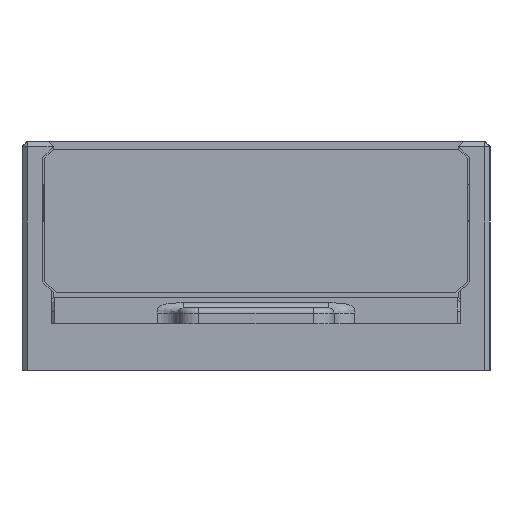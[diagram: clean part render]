
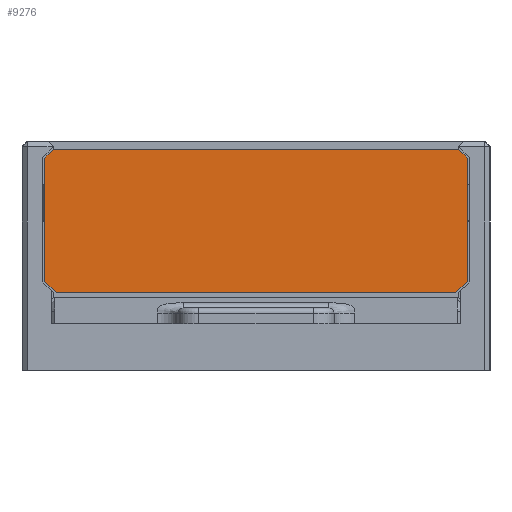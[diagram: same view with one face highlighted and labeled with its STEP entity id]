
A CAD part, left-side view. The second image highlights one B-rep face of the part: STEP entity #9276.
In plain terms, the highlighted planar face has unit normal (-1, 0, 0).
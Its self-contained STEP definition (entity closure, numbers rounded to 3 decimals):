
#709=PLANE('',#10224);
#1145=FACE_OUTER_BOUND('',#2000,.T.);
#2000=EDGE_LOOP('',(#8383,#8384,#8385,#8386,#8387,#8388,#8389,#8390));
#2685=LINE('',#16002,#3420);
#2697=LINE('',#16025,#3432);
#2700=LINE('',#16031,#3435);
#2703=LINE('',#16037,#3438);
#2706=LINE('',#16043,#3441);
#2709=LINE('',#16049,#3444);
#2712=LINE('',#16055,#3447);
#2715=LINE('',#16060,#3450);
#3420=VECTOR('',#12728,10.);
#3432=VECTOR('',#12746,10.);
#3435=VECTOR('',#12751,10.);
#3438=VECTOR('',#12756,10.);
#3441=VECTOR('',#12761,10.);
#3444=VECTOR('',#12766,10.);
#3447=VECTOR('',#12771,10.);
#3450=VECTOR('',#12776,10.);
#4728=VERTEX_POINT('',#16000);
#4729=VERTEX_POINT('',#16001);
#4737=VERTEX_POINT('',#16023);
#4739=VERTEX_POINT('',#16029);
#4741=VERTEX_POINT('',#16035);
#4743=VERTEX_POINT('',#16041);
#4745=VERTEX_POINT('',#16047);
#4747=VERTEX_POINT('',#16053);
#5939=EDGE_CURVE('',#4728,#4729,#2685,.T.);
#5951=EDGE_CURVE('',#4737,#4728,#2697,.T.);
#5954=EDGE_CURVE('',#4739,#4737,#2700,.T.);
#5957=EDGE_CURVE('',#4741,#4739,#2703,.T.);
#5960=EDGE_CURVE('',#4741,#4743,#2706,.T.);
#5963=EDGE_CURVE('',#4743,#4745,#2709,.T.);
#5966=EDGE_CURVE('',#4745,#4747,#2712,.T.);
#5969=EDGE_CURVE('',#4747,#4729,#2715,.T.);
#8383=ORIENTED_EDGE('',*,*,#5960,.T.);
#8384=ORIENTED_EDGE('',*,*,#5963,.T.);
#8385=ORIENTED_EDGE('',*,*,#5966,.T.);
#8386=ORIENTED_EDGE('',*,*,#5969,.T.);
#8387=ORIENTED_EDGE('',*,*,#5939,.F.);
#8388=ORIENTED_EDGE('',*,*,#5951,.F.);
#8389=ORIENTED_EDGE('',*,*,#5954,.F.);
#8390=ORIENTED_EDGE('',*,*,#5957,.F.);
#9276=ADVANCED_FACE('',(#1145),#709,.T.);
#10224=AXIS2_PLACEMENT_3D('',#16067,#12784,#12785);
#12728=DIRECTION('',(0.,-1.,0.));
#12746=DIRECTION('',(0.,-0.707,0.707));
#12751=DIRECTION('',(0.,0.,1.));
#12756=DIRECTION('',(0.,0.707,0.707));
#12761=DIRECTION('',(0.,-1.,0.));
#12766=DIRECTION('',(0.,-0.707,0.707));
#12771=DIRECTION('',(0.,0.,1.));
#12776=DIRECTION('',(0.,0.707,0.707));
#12784=DIRECTION('center_axis',(-1.,0.,0.));
#12785=DIRECTION('ref_axis',(0.,-1.,0.));
#16000=CARTESIAN_POINT('',(-66.25,39.,42.434));
#16001=CARTESIAN_POINT('',(-66.25,-39.,42.434));
#16002=CARTESIAN_POINT('',(-66.25,39.,42.434));
#16023=CARTESIAN_POINT('',(-66.25,40.6,40.834));
#16025=CARTESIAN_POINT('',(-66.25,40.6,40.834));
#16029=CARTESIAN_POINT('',(-66.25,40.6,17.166));
#16031=CARTESIAN_POINT('',(-66.25,40.6,17.166));
#16035=CARTESIAN_POINT('',(-66.25,38.434,15.));
#16037=CARTESIAN_POINT('',(-66.25,38.434,15.));
#16041=CARTESIAN_POINT('',(-66.25,-38.434,15.));
#16043=CARTESIAN_POINT('',(-66.25,39.,15.));
#16047=CARTESIAN_POINT('',(-66.25,-40.6,17.166));
#16049=CARTESIAN_POINT('',(-66.25,-38.434,15.));
#16053=CARTESIAN_POINT('',(-66.25,-40.6,40.834));
#16055=CARTESIAN_POINT('',(-66.25,-40.6,17.166));
#16060=CARTESIAN_POINT('',(-66.25,-40.6,40.834));
#16067=CARTESIAN_POINT('Origin',(-66.25,0.,28.717));
